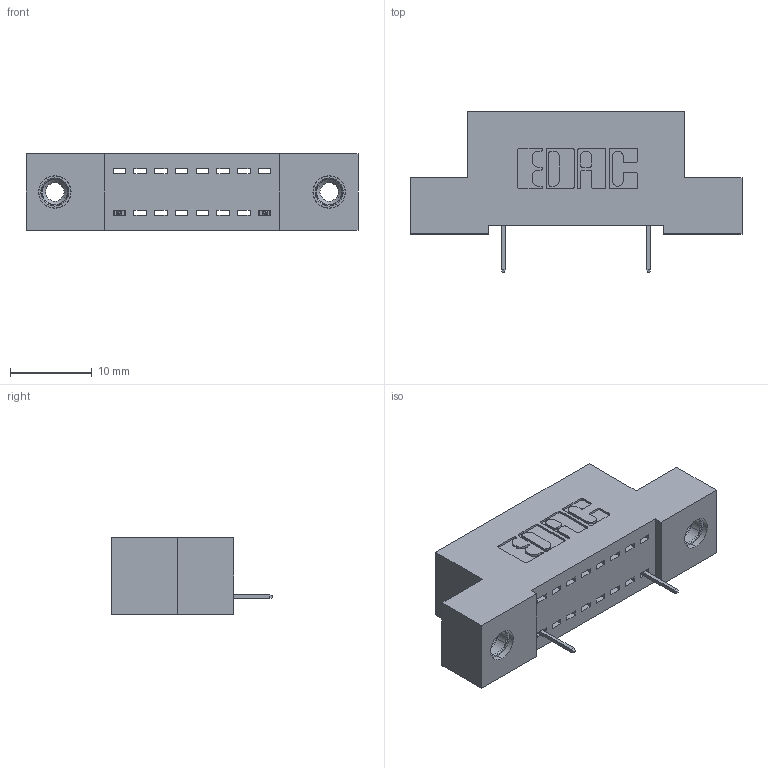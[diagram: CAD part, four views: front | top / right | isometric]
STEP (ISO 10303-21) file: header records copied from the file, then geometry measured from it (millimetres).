
FILE_DESCRIPTION (( 'STEP AP203' ), '1' );
FILE_NAME ('392-008-524-108.STEP', '2018-08-14T19:16:42', ( '' ), ( '' ), 'SwSTEP 2.0', 'SolidWorks 2016', '' );
FILE_SCHEMA (( 'CONFIG_CONTROL_DESIGN' ));
Length unit declared in the file: inch
Products named in the file (4): 342 Part_TI; 345-292-001_345-293-124; 345-250-001_345-250-003-102; 392-008-524-108
Assembly tree (5 placements, depth 2):
  392-008-524-108
    342 Part_TI
    345-292-001_345-293-124  x2
    345-250-001_345-250-003-102  x2
Bounding box: 40.64 x 19.69 x 9.4 mm (x, y, z)
Volume: 3355.9 mm3; surface area: 3930.8 mm2
Topology: 5 solids, 5 shells, 366 faces, 1047 edges, 682 vertices
Faces by surface type: plane 266, cylinder 84, cone 12, torus 4
Entity records: 10224 total; most frequent: CARTESIAN_POINT 1775, ORIENTED_EDGE 1718, DIRECTION 1593, EDGE_CURVE 859, VECTOR 715, LINE 715, VERTEX_POINT 564, AXIS2_PLACEMENT_3D 439
